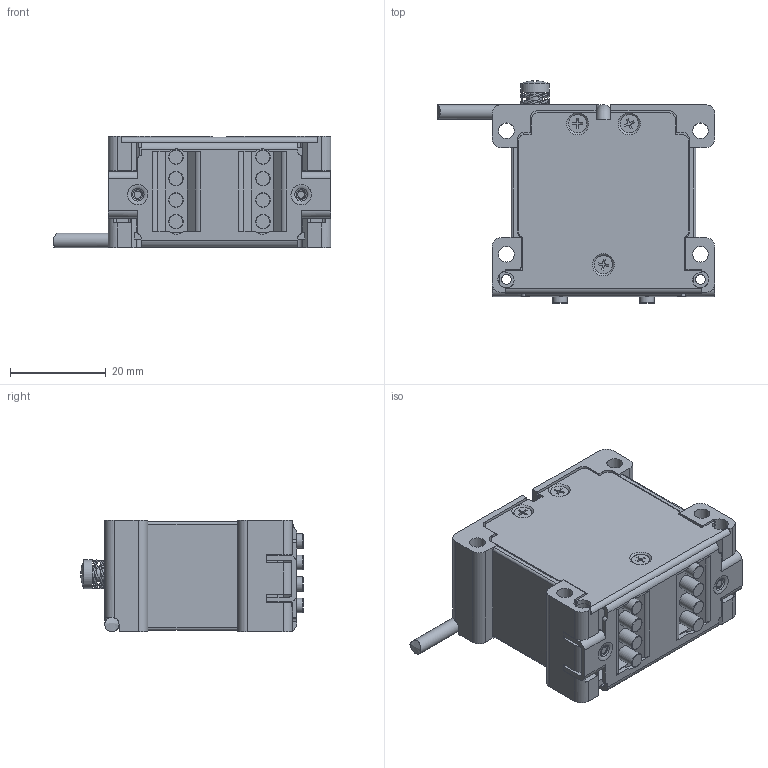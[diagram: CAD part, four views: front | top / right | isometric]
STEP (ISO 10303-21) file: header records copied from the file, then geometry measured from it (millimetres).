
FILE_DESCRIPTION (( 'STEP AP203' ), '1' );
FILE_NAME ('HR8_motor816911172.STEP', '2015-10-29T10:01:53', ( '' ), ( '' ), 'SwSTEP 2.0', 'SolidWorks 2014', '' );
FILE_SCHEMA (( 'CONFIG_CONTROL_DESIGN' ));
Length unit declared in the file: millimetre
Products named in the file (2): HR8_motor816911172
Bounding box: 58.07 x 46.49 x 23.3 mm (x, y, z)
Volume: 35063.4 mm3; surface area: 17762.8 mm2
Topology: 18 solids, 18 shells, 722 faces, 2026 edges, 1318 vertices
Faces by surface type: plane 396, cylinder 204, bspline 73, torus 24, cone 16, sphere 9
Full cylindrical faces by diameter (mm): 0.5 x8, 2 x5, 2.4 x3, 2.5 x1, 3 x7, 3.05 x8, 3.2 x2, 3.3 x4, 3.55 x2, 3.8 x3, 6 x1
Entity records: 26081 total; most frequent: CARTESIAN_POINT 8220, ORIENTED_EDGE 3820, DIRECTION 3354, EDGE_CURVE 1910, VERTEX_POINT 1282, VECTOR 1138, LINE 1138, AXIS2_PLACEMENT_3D 1108
